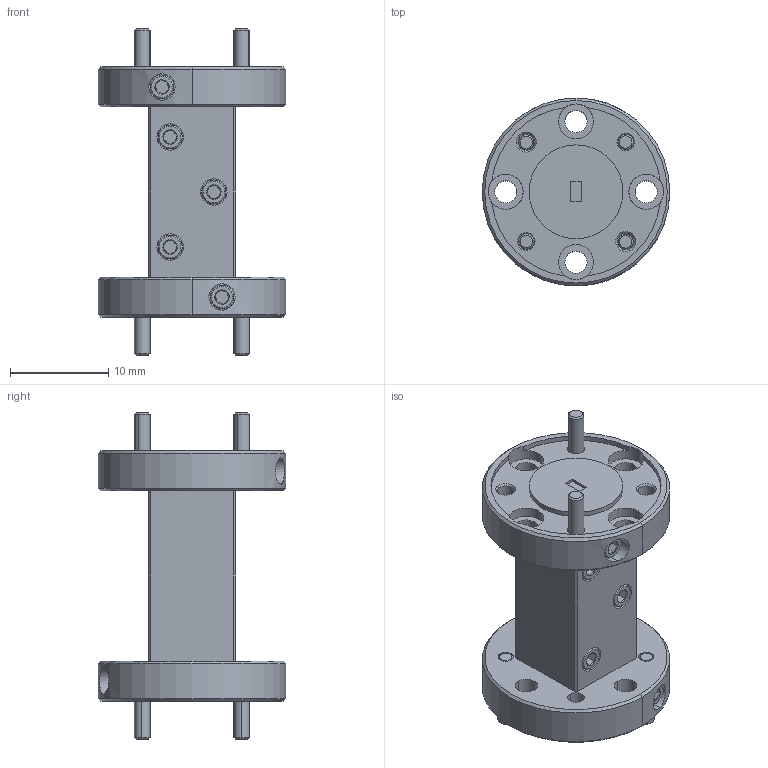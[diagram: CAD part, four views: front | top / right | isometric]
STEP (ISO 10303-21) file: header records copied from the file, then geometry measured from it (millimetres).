
FILE_DESCRIPTION (( 'STEP AP203' ), '1' );
FILE_NAME ('SWG-08010-F1.STEP', '2023-01-28T01:13:01', ( '' ), ( '' ), 'SwSTEP 2.0', 'SolidWorks 2021', '' );
FILE_SCHEMA (( 'CONFIG_CONTROL_DESIGN' ));
Length unit declared in the file: inch
Products named in the file (1): SWG-08010-F1
Bounding box: 19.05 x 19.05 x 33.15 mm (x, y, z)
Volume: 3301.3 mm3; surface area: 2885.7 mm2
Topology: 5 solids, 5 shells, 394 faces, 838 edges, 492 vertices
Faces by surface type: cone 150, plane 132, cylinder 112
Entity records: 11025 total; most frequent: CARTESIAN_POINT 2287, DIRECTION 1932, ORIENTED_EDGE 1676, EDGE_CURVE 838, AXIS2_PLACEMENT_3D 777, VERTEX_POINT 492, EDGE_LOOP 464, ADVANCED_FACE 394
